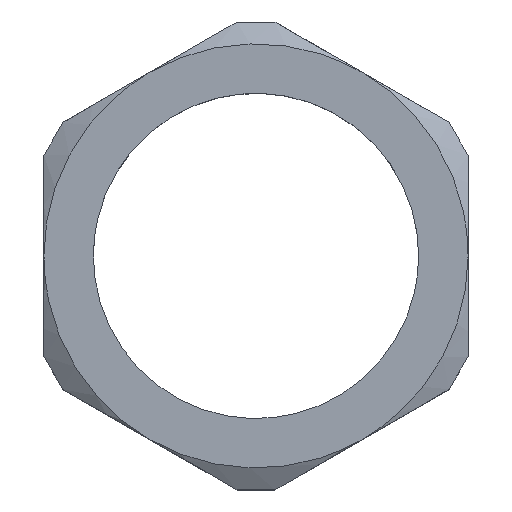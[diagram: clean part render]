
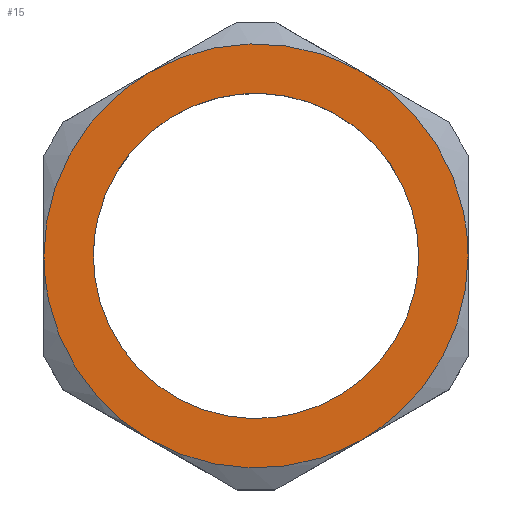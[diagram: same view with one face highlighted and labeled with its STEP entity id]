
A CAD part, top view. The second image highlights one B-rep face of the part: STEP entity #15.
In plain terms, the highlighted planar face has unit normal (0, 0, 1).
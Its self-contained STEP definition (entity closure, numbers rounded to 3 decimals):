
#15=ADVANCED_FACE('',(#39,#37),#357,.T.);
#37=FACE_BOUND('',#63,.T.);
#39=FACE_OUTER_BOUND('',#62,.T.);
#62=EDGE_LOOP('',(#98,#99,#100,#101,#102,#103));
#63=EDGE_LOOP('',(#104,#105));
#98=ORIENTED_EDGE('',*,*,#208,.T.);
#99=ORIENTED_EDGE('',*,*,#204,.F.);
#100=ORIENTED_EDGE('',*,*,#225,.F.);
#101=ORIENTED_EDGE('',*,*,#220,.F.);
#102=ORIENTED_EDGE('',*,*,#216,.F.);
#103=ORIENTED_EDGE('',*,*,#213,.F.);
#104=ORIENTED_EDGE('',*,*,#198,.F.);
#105=ORIENTED_EDGE('',*,*,#197,.F.);
#197=EDGE_CURVE('',#328,#329,#289,.T.);
#198=EDGE_CURVE('',#329,#328,#290,.T.);
#204=EDGE_CURVE('',#325,#324,#293,.T.);
#208=EDGE_CURVE('',#323,#324,#295,.T.);
#213=EDGE_CURVE('',#323,#322,#297,.T.);
#216=EDGE_CURVE('',#322,#327,#299,.T.);
#220=EDGE_CURVE('',#327,#326,#301,.T.);
#225=EDGE_CURVE('',#326,#325,#303,.T.);
#289=(
BOUNDED_CURVE()
B_SPLINE_CURVE(2,(#783,#784,#785,#786,#787),.UNSPECIFIED.,.F.,.F.)
B_SPLINE_CURVE_WITH_KNOTS((3,2,3),(1.571,3.142,4.712),
 .UNSPECIFIED.)
CURVE()
GEOMETRIC_REPRESENTATION_ITEM()
RATIONAL_B_SPLINE_CURVE((1.,0.707,1.,0.707,1.))
REPRESENTATION_ITEM('')
);
#290=(
BOUNDED_CURVE()
B_SPLINE_CURVE(2,(#788,#789,#790,#791,#792),.UNSPECIFIED.,.F.,.F.)
B_SPLINE_CURVE_WITH_KNOTS((3,2,3),(1.571,3.142,4.712),
 .UNSPECIFIED.)
CURVE()
GEOMETRIC_REPRESENTATION_ITEM()
RATIONAL_B_SPLINE_CURVE((1.,0.707,1.,0.707,1.))
REPRESENTATION_ITEM('')
);
#293=(
BOUNDED_CURVE()
B_SPLINE_CURVE(2,(#811,#812,#813),.UNSPECIFIED.,.F.,.F.)
B_SPLINE_CURVE_WITH_KNOTS((3,3),(0.,7.854),.UNSPECIFIED.)
CURVE()
GEOMETRIC_REPRESENTATION_ITEM()
RATIONAL_B_SPLINE_CURVE((1.,0.866,1.))
REPRESENTATION_ITEM('')
);
#295=(
BOUNDED_CURVE()
B_SPLINE_CURVE(2,(#841,#842,#843),.UNSPECIFIED.,.F.,.F.)
B_SPLINE_CURVE_WITH_KNOTS((3,3),(-7.854,0.),.UNSPECIFIED.)
CURVE()
GEOMETRIC_REPRESENTATION_ITEM()
RATIONAL_B_SPLINE_CURVE((1.,0.866,1.))
REPRESENTATION_ITEM('')
);
#297=(
BOUNDED_CURVE()
B_SPLINE_CURVE(2,(#877,#878,#879),.UNSPECIFIED.,.F.,.F.)
B_SPLINE_CURVE_WITH_KNOTS((3,3),(0.,7.854),.UNSPECIFIED.)
CURVE()
GEOMETRIC_REPRESENTATION_ITEM()
RATIONAL_B_SPLINE_CURVE((1.,0.866,1.))
REPRESENTATION_ITEM('')
);
#299=(
BOUNDED_CURVE()
B_SPLINE_CURVE(2,(#891,#892,#893),.UNSPECIFIED.,.F.,.F.)
B_SPLINE_CURVE_WITH_KNOTS((3,3),(0.,7.854),.UNSPECIFIED.)
CURVE()
GEOMETRIC_REPRESENTATION_ITEM()
RATIONAL_B_SPLINE_CURVE((1.,0.866,1.))
REPRESENTATION_ITEM('')
);
#301=(
BOUNDED_CURVE()
B_SPLINE_CURVE(2,(#921,#922,#923),.UNSPECIFIED.,.F.,.F.)
B_SPLINE_CURVE_WITH_KNOTS((3,3),(0.,7.854),.UNSPECIFIED.)
CURVE()
GEOMETRIC_REPRESENTATION_ITEM()
RATIONAL_B_SPLINE_CURVE((1.,0.866,1.))
REPRESENTATION_ITEM('')
);
#303=(
BOUNDED_CURVE()
B_SPLINE_CURVE(2,(#959,#960,#961),.UNSPECIFIED.,.F.,.F.)
B_SPLINE_CURVE_WITH_KNOTS((3,3),(0.,7.854),.UNSPECIFIED.)
CURVE()
GEOMETRIC_REPRESENTATION_ITEM()
RATIONAL_B_SPLINE_CURVE((1.,0.866,1.))
REPRESENTATION_ITEM('')
);
#322=VERTEX_POINT('',#748);
#323=VERTEX_POINT('',#749);
#324=VERTEX_POINT('',#750);
#325=VERTEX_POINT('',#751);
#326=VERTEX_POINT('',#752);
#327=VERTEX_POINT('',#753);
#328=VERTEX_POINT('',#754);
#329=VERTEX_POINT('',#755);
#357=PLANE('',#453);
#453=AXIS2_PLACEMENT_3D('',#475,#464,$);
#464=DIRECTION('',(0.,0.,1.));
#475=CARTESIAN_POINT('',(-9.001,-10.394,2.8));
#748=CARTESIAN_POINT('',(-7.5,0.,2.8));
#749=CARTESIAN_POINT('',(-3.75,-6.495,2.8));
#750=CARTESIAN_POINT('',(3.75,-6.495,2.8));
#751=CARTESIAN_POINT('',(7.5,0.,2.8));
#752=CARTESIAN_POINT('',(3.75,6.495,2.8));
#753=CARTESIAN_POINT('',(-3.75,6.495,2.8));
#754=CARTESIAN_POINT('',(-5.75,0.,2.8));
#755=CARTESIAN_POINT('',(5.75,0.,2.8));
#783=CARTESIAN_POINT('',(-5.75,0.,2.8));
#784=CARTESIAN_POINT('',(-5.75,-5.75,2.8));
#785=CARTESIAN_POINT('',(0.,-5.75,2.8));
#786=CARTESIAN_POINT('',(5.75,-5.75,2.8));
#787=CARTESIAN_POINT('',(5.75,0.,2.8));
#788=CARTESIAN_POINT('',(5.75,0.,2.8));
#789=CARTESIAN_POINT('',(5.75,5.75,2.8));
#790=CARTESIAN_POINT('',(0.,5.75,2.8));
#791=CARTESIAN_POINT('',(-5.75,5.75,2.8));
#792=CARTESIAN_POINT('',(-5.75,0.,2.8));
#811=CARTESIAN_POINT('',(7.5,0.,2.8));
#812=CARTESIAN_POINT('',(7.5,-4.33,2.8));
#813=CARTESIAN_POINT('',(3.75,-6.495,2.8));
#841=CARTESIAN_POINT('',(-3.75,-6.495,2.8));
#842=CARTESIAN_POINT('',(0.,-8.66,2.8));
#843=CARTESIAN_POINT('',(3.75,-6.495,2.8));
#877=CARTESIAN_POINT('',(-3.75,-6.495,2.8));
#878=CARTESIAN_POINT('',(-7.5,-4.33,2.8));
#879=CARTESIAN_POINT('',(-7.5,0.,2.8));
#891=CARTESIAN_POINT('',(-7.5,0.,2.8));
#892=CARTESIAN_POINT('',(-7.5,4.33,2.8));
#893=CARTESIAN_POINT('',(-3.75,6.495,2.8));
#921=CARTESIAN_POINT('',(-3.75,6.495,2.8));
#922=CARTESIAN_POINT('',(0.,8.66,2.8));
#923=CARTESIAN_POINT('',(3.75,6.495,2.8));
#959=CARTESIAN_POINT('',(3.75,6.495,2.8));
#960=CARTESIAN_POINT('',(7.5,4.33,2.8));
#961=CARTESIAN_POINT('',(7.5,0.,2.8));
